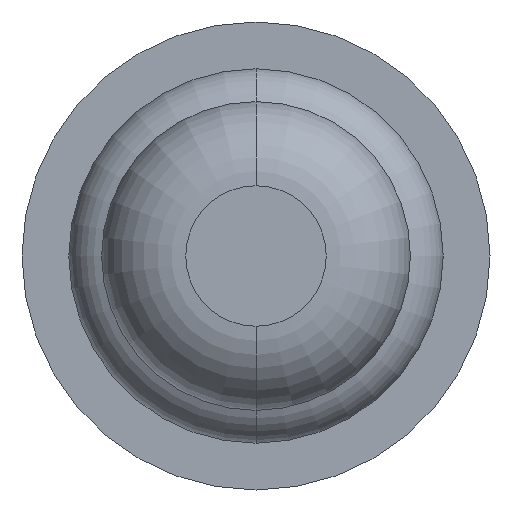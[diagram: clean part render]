
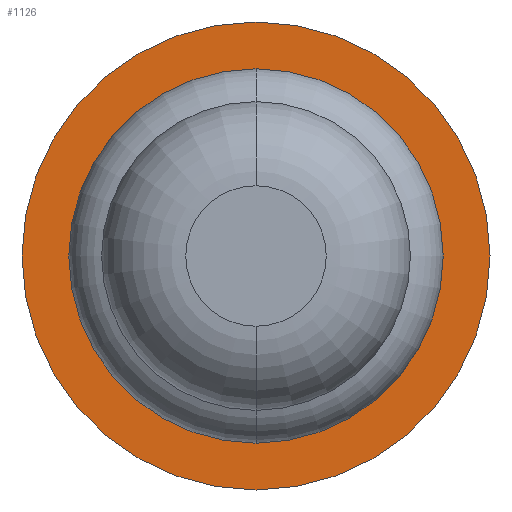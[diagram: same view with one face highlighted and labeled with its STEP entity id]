
A CAD part, front view. The second image highlights one B-rep face of the part: STEP entity #1126.
In plain terms, the highlighted planar face has unit normal (0, -1, 0).
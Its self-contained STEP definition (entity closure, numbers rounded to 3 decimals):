
#17 = EDGE_CURVE ( 'Defeature ausgef�hrt1_12+Defeature ausgef�hrt1_13+Defeature ausgef�hrt1_13+Defeature ausgef�hrt1_13', #880, #3925, #481, .T. ) ;
#65 = CARTESIAN_POINT ( 'NONE',  ( 0., 5., -1.25 ) ) ;
#348 = VERTEX_POINT ( 'NONE', #3757 ) ;
#359 = AXIS2_PLACEMENT_3D ( 'NONE', #4445, #3464, #1650 ) ;
#369 = DIRECTION ( 'NONE',  ( 0., 1., 0. ) ) ;
#481 = CIRCLE ( 'NONE', #3911, 1.25 ) ;
#745 = EDGE_CURVE ( 'Defeature ausgef�hrt1_13+Defeature ausgef�hrt1_10+Defeature ausgef�hrt1_10+Defeature ausgef�hrt1_10', #1135, #348, #3822, .T. ) ;
#880 = VERTEX_POINT ( 'NONE', #2827 ) ;
#1126 = ADVANCED_FACE ( 'Defeature ausgef�hrt1_13', ( #3374, #3026 ), #3430, .F. ) ;
#1135 = VERTEX_POINT ( 'NONE', #4459 ) ;
#1144 = CARTESIAN_POINT ( 'NONE',  ( 0., 5., 0. ) ) ;
#1185 = EDGE_LOOP ( 'NONE', ( #3266, #4255 ) ) ;
#1257 = AXIS2_PLACEMENT_3D ( 'NONE', #1144, #3615, #2607 ) ;
#1528 = EDGE_CURVE ( 'Defeature ausgef�hrt1_12+Defeature ausgef�hrt1_13+Defeature ausgef�hrt1_13+Defeature ausgef�hrt1_13', #3925, #880, #2914, .T. ) ;
#1650 = DIRECTION ( 'NONE',  ( 0., 0., 1. ) ) ;
#1846 = DIRECTION ( 'NONE',  ( 0., 1., 0. ) ) ;
#2011 = DIRECTION ( 'NONE',  ( 0., 0., 1. ) ) ;
#2054 = ORIENTED_EDGE ( 'NONE', *, *, #17, .F. ) ;
#2058 = EDGE_LOOP ( 'NONE', ( #2054, #2940 ) ) ;
#2074 = AXIS2_PLACEMENT_3D ( 'NONE', #2357, #3099, #2011 ) ;
#2357 = CARTESIAN_POINT ( 'NONE',  ( 0., 5., 0. ) ) ;
#2546 = EDGE_CURVE ( 'Defeature ausgef�hrt1_13+Defeature ausgef�hrt1_10+Defeature ausgef�hrt1_10+Defeature ausgef�hrt1_10', #348, #1135, #2581, .T. ) ;
#2581 = CIRCLE ( 'NONE', #4124, 0.64 ) ;
#2607 = DIRECTION ( 'NONE',  ( 0., 0., 1. ) ) ;
#2817 = CARTESIAN_POINT ( 'NONE',  ( 0., 5., 0. ) ) ;
#2827 = CARTESIAN_POINT ( 'NONE',  ( 0., 5., 1.25 ) ) ;
#2833 = CARTESIAN_POINT ( 'NONE',  ( 0., 5., 0. ) ) ;
#2914 = CIRCLE ( 'NONE', #1257, 1.25 ) ;
#2940 = ORIENTED_EDGE ( 'NONE', *, *, #1528, .F. ) ;
#3026 = FACE_BOUND ( 'NONE', #1185, .T. ) ;
#3099 = DIRECTION ( 'NONE',  ( 0., 1., 0. ) ) ;
#3266 = ORIENTED_EDGE ( 'NONE', *, *, #745, .T. ) ;
#3374 = FACE_OUTER_BOUND ( 'NONE', #2058, .T. ) ;
#3430 = PLANE ( 'NONE',  #359 ) ;
#3464 = DIRECTION ( 'NONE',  ( 0., 1., 0. ) ) ;
#3615 = DIRECTION ( 'NONE',  ( 0., 1., 0. ) ) ;
#3757 = CARTESIAN_POINT ( 'NONE',  ( 0., 5., -0.64 ) ) ;
#3822 = CIRCLE ( 'NONE', #2074, 0.64 ) ;
#3911 = AXIS2_PLACEMENT_3D ( 'NONE', #2817, #369, #4202 ) ;
#3925 = VERTEX_POINT ( 'NONE', #65 ) ;
#4124 = AXIS2_PLACEMENT_3D ( 'NONE', #2833, #1846, #4317 ) ;
#4202 = DIRECTION ( 'NONE',  ( 0., 0., 1. ) ) ;
#4255 = ORIENTED_EDGE ( 'NONE', *, *, #2546, .T. ) ;
#4317 = DIRECTION ( 'NONE',  ( 0., 0., 1. ) ) ;
#4445 = CARTESIAN_POINT ( 'NONE',  ( 1.25, 5., 0. ) ) ;
#4459 = CARTESIAN_POINT ( 'NONE',  ( 0., 5., 0.64 ) ) ;
